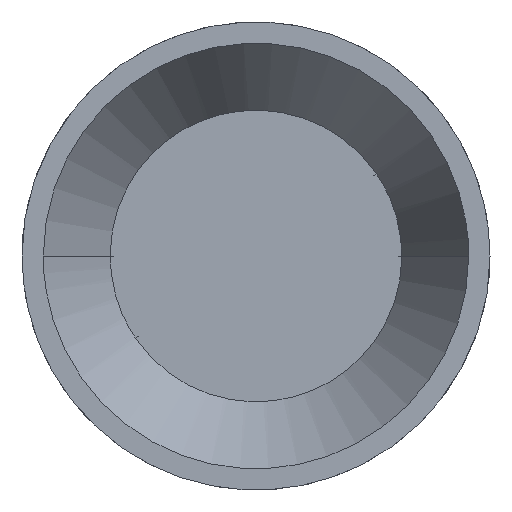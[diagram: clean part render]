
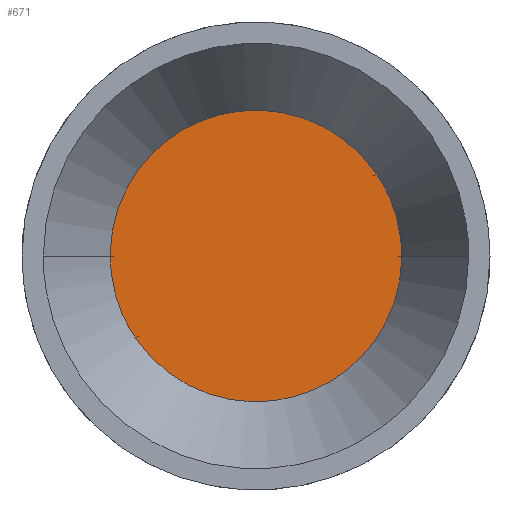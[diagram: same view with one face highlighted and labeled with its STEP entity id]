
A CAD part, left-side view. The second image highlights one B-rep face of the part: STEP entity #671.
In plain terms, the highlighted free-form (B-spline) face has degree [1, 1] with [2, 2] control points.
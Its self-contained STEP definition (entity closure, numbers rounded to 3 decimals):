
#608 = VERTEX_POINT('',#609);
#609 = CARTESIAN_POINT('',(-87.442,-21.016,
    14.33));
#614 = EDGE_CURVE('',#615,#608,#617,.T.);
#615 = VERTEX_POINT('',#616);
#616 = CARTESIAN_POINT('',(-87.442,21.016,
    -14.33));
#617 = ( BOUNDED_CURVE() B_SPLINE_CURVE(2,(#618,#619,#620,#621,#622),
.UNSPECIFIED.,.F.,.F.) B_SPLINE_CURVE_WITH_KNOTS((3,2,3),(0.,
1.571,3.142),.PIECEWISE_BEZIER_KNOTS.) CURVE() 
GEOMETRIC_REPRESENTATION_ITEM() RATIONAL_B_SPLINE_CURVE((1.,
0.707,1.,0.707,1.)) REPRESENTATION_ITEM('') );
#618 = CARTESIAN_POINT('',(-87.442,21.016,
    -14.33));
#619 = CARTESIAN_POINT('',(-87.442,6.686,
    -35.346));
#620 = CARTESIAN_POINT('',(-87.442,-14.33,
    -21.016));
#621 = CARTESIAN_POINT('',(-87.442,-35.346,
    -6.686));
#622 = CARTESIAN_POINT('',(-87.442,-21.016,
    14.33));
#653 = EDGE_CURVE('',#608,#615,#654,.T.);
#654 = ( BOUNDED_CURVE() B_SPLINE_CURVE(2,(#655,#656,#657,#658,#659),
.UNSPECIFIED.,.F.,.F.) B_SPLINE_CURVE_WITH_KNOTS((3,2,3),(3.142,
4.712,6.283),.PIECEWISE_BEZIER_KNOTS.) CURVE() 
GEOMETRIC_REPRESENTATION_ITEM() RATIONAL_B_SPLINE_CURVE((1.,
0.707,1.,0.707,1.)) REPRESENTATION_ITEM('') );
#655 = CARTESIAN_POINT('',(-87.442,-21.016,
    14.33));
#656 = CARTESIAN_POINT('',(-87.442,-6.686,
    35.346));
#657 = CARTESIAN_POINT('',(-87.442,14.33,
    21.016));
#658 = CARTESIAN_POINT('',(-87.442,35.346,
    6.686));
#659 = CARTESIAN_POINT('',(-87.442,21.016,
    -14.33));
#671 = ADVANCED_FACE('',(#672),#676,.F.);
#672 = FACE_BOUND('',#673,.T.);
#673 = EDGE_LOOP('',(#674,#675));
#674 = ORIENTED_EDGE('',*,*,#614,.T.);
#675 = ORIENTED_EDGE('',*,*,#653,.T.);
#676 = B_SPLINE_SURFACE_WITH_KNOTS('',1,1,(
    (#677,#678)
    ,(#679,#680
    )),.UNSPECIFIED.,.F.,.F.,.F.,(2,2),(2,2),(-20.564,
    20.564),(-41.128,0.),.PIECEWISE_BEZIER_KNOTS.);
#677 = CARTESIAN_POINT('',(-87.442,35.346,
    6.686));
#678 = CARTESIAN_POINT('',(-87.442,6.686,
    -35.346));
#679 = CARTESIAN_POINT('',(-87.442,-6.686,
    35.346));
#680 = CARTESIAN_POINT('',(-87.442,-35.346,
    -6.686));
